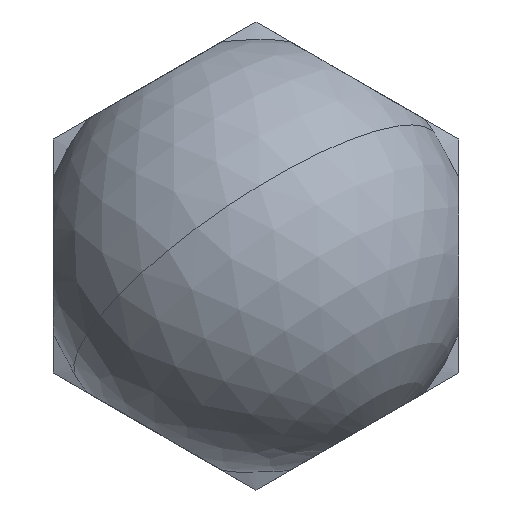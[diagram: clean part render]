
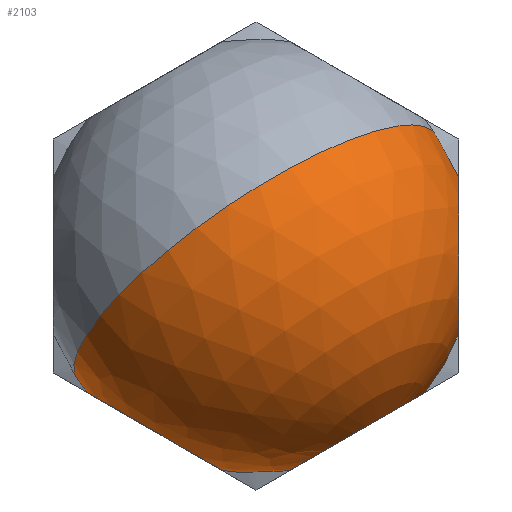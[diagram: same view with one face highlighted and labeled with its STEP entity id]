
A CAD part, front view. The second image highlights one B-rep face of the part: STEP entity #2103.
In plain terms, the highlighted spherical face has radius 7.5 mm.
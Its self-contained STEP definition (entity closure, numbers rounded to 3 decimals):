
#18 = VERTEX_POINT ( 'NONE', #254 ) ;
#28 = DIRECTION ( 'NONE',  ( 0., 0., -1. ) ) ;
#44 = AXIS2_PLACEMENT_3D ( 'NONE', #1882, #71, #1216 ) ;
#56 = DIRECTION ( 'NONE',  ( -0.866, 0., -0.5 ) ) ;
#71 = DIRECTION ( 'NONE',  ( 0., 1., 0. ) ) ;
#94 = AXIS2_PLACEMENT_3D ( 'NONE', #1957, #817, #1461 ) ;
#99 = CARTESIAN_POINT ( 'NONE',  ( -1.168, -14.5, -7.408 ) ) ;
#144 = DIRECTION ( 'NONE',  ( -0.866, 0., -0.5 ) ) ;
#175 = EDGE_LOOP ( 'NONE', ( #481, #2008 ) ) ;
#191 = CIRCLE ( 'NONE', #883, 2.693 ) ;
#203 = CARTESIAN_POINT ( 'NONE',  ( -5.832, -14.5, -4.716 ) ) ;
#206 = CARTESIAN_POINT ( 'NONE',  ( 0., -14.5, 0. ) ) ;
#243 = DIRECTION ( 'NONE',  ( 0.543, -0.264, -0.797 ) ) ;
#254 = CARTESIAN_POINT ( 'NONE',  ( -6.17, -17.183, -3.315 ) ) ;
#279 = VERTEX_POINT ( 'NONE', #678 ) ;
#287 = FACE_OUTER_BOUND ( 'NONE', #1825, .T. ) ;
#307 = VERTEX_POINT ( 'NONE', #1859 ) ;
#319 = DIRECTION ( 'NONE',  ( -0.5, 0., 0.866 ) ) ;
#358 = EDGE_CURVE ( 'NONE', #18, #307, #1637, .T. ) ;
#361 = ORIENTED_EDGE ( 'NONE', *, *, #1861, .T. ) ;
#374 = DIRECTION ( 'NONE',  ( -0.826, 0., -0.563 ) ) ;
#386 = CARTESIAN_POINT ( 'NONE',  ( 5.547, -10., 2.288 ) ) ;
#422 = CIRCLE ( 'NONE', #1506, 7.5 ) ;
#424 = CIRCLE ( 'NONE', #1855, 6. ) ;
#470 = DIRECTION ( 'NONE',  ( 0.543, -0.264, -0.797 ) ) ;
#473 = CIRCLE ( 'NONE', #562, 2.693 ) ;
#481 = ORIENTED_EDGE ( 'NONE', *, *, #712, .T. ) ;
#515 = CARTESIAN_POINT ( 'NONE',  ( -3.5, -14.5, -6.062 ) ) ;
#516 = VERTEX_POINT ( 'NONE', #1209 ) ;
#562 = AXIS2_PLACEMENT_3D ( 'NONE', #2110, #319, #144 ) ;
#581 = DIRECTION ( 'NONE',  ( 0., 1., 0. ) ) ;
#626 = SPHERICAL_SURFACE ( 'NONE', #94, 7.5 ) ;
#678 = CARTESIAN_POINT ( 'NONE',  ( 6.17, -11.817, 3.315 ) ) ;
#693 = ORIENTED_EDGE ( 'NONE', *, *, #1900, .T. ) ;
#710 = CIRCLE ( 'NONE', #1023, 2.693 ) ;
#712 = EDGE_CURVE ( 'NONE', #1362, #1054, #191, .T. ) ;
#713 = AXIS2_PLACEMENT_3D ( 'NONE', #1005, #1502, #28 ) ;
#734 = CARTESIAN_POINT ( 'NONE',  ( 0., -10., 0. ) ) ;
#740 = VERTEX_POINT ( 'NONE', #386 ) ;
#756 = ORIENTED_EDGE ( 'NONE', *, *, #2125, .T. ) ;
#774 = VERTEX_POINT ( 'NONE', #2013 ) ;
#817 = DIRECTION ( 'NONE',  ( 0.543, -0.264, -0.797 ) ) ;
#826 = DIRECTION ( 'NONE',  ( -0.543, 0.264, 0.797 ) ) ;
#866 = CARTESIAN_POINT ( 'NONE',  ( 7., -14.5, 0. ) ) ;
#883 = AXIS2_PLACEMENT_3D ( 'NONE', #1528, #1367, #56 ) ;
#919 = EDGE_LOOP ( 'NONE', ( #756, #1538 ) ) ;
#979 = DIRECTION ( 'NONE',  ( 0.826, 0., 0.563 ) ) ;
#994 = DIRECTION ( 'NONE',  ( 0.5, 0., 0.866 ) ) ;
#1005 = CARTESIAN_POINT ( 'NONE',  ( 7., -14.5, 0. ) ) ;
#1023 = AXIS2_PLACEMENT_3D ( 'NONE', #1979, #994, #2138 ) ;
#1054 = VERTEX_POINT ( 'NONE', #2105 ) ;
#1078 = ORIENTED_EDGE ( 'NONE', *, *, #1756, .F. ) ;
#1118 = EDGE_CURVE ( 'NONE', #1054, #1362, #473, .T. ) ;
#1138 = FACE_BOUND ( 'NONE', #175, .T. ) ;
#1141 = CIRCLE ( 'NONE', #44, 6. ) ;
#1151 = AXIS2_PLACEMENT_3D ( 'NONE', #206, #243, #374 ) ;
#1155 = DIRECTION ( 'NONE',  ( 0.5, 0., 0.866 ) ) ;
#1160 = DIRECTION ( 'NONE',  ( 0., 0., -1. ) ) ;
#1195 = AXIS2_PLACEMENT_3D ( 'NONE', #1311, #470, #1622 ) ;
#1209 = CARTESIAN_POINT ( 'NONE',  ( 6., -10., 0. ) ) ;
#1215 = CIRCLE ( 'NONE', #1951, 2.693 ) ;
#1216 = DIRECTION ( 'NONE',  ( -1., 0., 0. ) ) ;
#1286 = EDGE_CURVE ( 'NONE', #1562, #1880, #1600, .T. ) ;
#1311 = CARTESIAN_POINT ( 'NONE',  ( 0., -14.5, 0. ) ) ;
#1330 = DIRECTION ( 'NONE',  ( -1., 0., 0. ) ) ;
#1338 = DIRECTION ( 'NONE',  ( -0.866, 0., 0.5 ) ) ;
#1362 = VERTEX_POINT ( 'NONE', #2028 ) ;
#1367 = DIRECTION ( 'NONE',  ( -0.5, 0., 0.866 ) ) ;
#1459 = CARTESIAN_POINT ( 'NONE',  ( 0., -14.5, 0. ) ) ;
#1461 = DIRECTION ( 'NONE',  ( 0.168, -0.896, 0.412 ) ) ;
#1489 = ORIENTED_EDGE ( 'NONE', *, *, #1509, .F. ) ;
#1494 = ORIENTED_EDGE ( 'NONE', *, *, #1569, .F. ) ;
#1502 = DIRECTION ( 'NONE',  ( -1., 0., 0. ) ) ;
#1506 = AXIS2_PLACEMENT_3D ( 'NONE', #1459, #826, #979 ) ;
#1509 = EDGE_CURVE ( 'NONE', #740, #516, #424, .T. ) ;
#1520 = VERTEX_POINT ( 'NONE', #2059 ) ;
#1528 = CARTESIAN_POINT ( 'NONE',  ( 3.5, -14.5, -6.062 ) ) ;
#1538 = ORIENTED_EDGE ( 'NONE', *, *, #1286, .T. ) ;
#1562 = VERTEX_POINT ( 'NONE', #99 ) ;
#1569 = EDGE_CURVE ( 'NONE', #516, #307, #1141, .T. ) ;
#1588 = EDGE_LOOP ( 'NONE', ( #361, #693 ) ) ;
#1600 = CIRCLE ( 'NONE', #1781, 2.693 ) ;
#1622 = DIRECTION ( 'NONE',  ( -0.826, 0., -0.563 ) ) ;
#1637 = CIRCLE ( 'NONE', #1151, 7.5 ) ;
#1702 = FACE_BOUND ( 'NONE', #919, .T. ) ;
#1728 = DIRECTION ( 'NONE',  ( -1., 0., 0. ) ) ;
#1756 = EDGE_CURVE ( 'NONE', #18, #279, #422, .T. ) ;
#1761 = FACE_BOUND ( 'NONE', #1588, .T. ) ;
#1774 = ORIENTED_EDGE ( 'NONE', *, *, #358, .T. ) ;
#1781 = AXIS2_PLACEMENT_3D ( 'NONE', #515, #1155, #1338 ) ;
#1825 = EDGE_LOOP ( 'NONE', ( #1078, #1774, #1494, #1489, #1940 ) ) ;
#1855 = AXIS2_PLACEMENT_3D ( 'NONE', #734, #581, #1728 ) ;
#1859 = CARTESIAN_POINT ( 'NONE',  ( -4.159, -10., -4.325 ) ) ;
#1861 = EDGE_CURVE ( 'NONE', #774, #1520, #1948, .T. ) ;
#1880 = VERTEX_POINT ( 'NONE', #203 ) ;
#1882 = CARTESIAN_POINT ( 'NONE',  ( 0., -10., 0. ) ) ;
#1900 = EDGE_CURVE ( 'NONE', #1520, #774, #1215, .T. ) ;
#1940 = ORIENTED_EDGE ( 'NONE', *, *, #2093, .T. ) ;
#1948 = CIRCLE ( 'NONE', #713, 2.693 ) ;
#1951 = AXIS2_PLACEMENT_3D ( 'NONE', #866, #1330, #1160 ) ;
#1957 = CARTESIAN_POINT ( 'NONE',  ( 0., -14.5, 0. ) ) ;
#1979 = CARTESIAN_POINT ( 'NONE',  ( -3.5, -14.5, -6.062 ) ) ;
#2008 = ORIENTED_EDGE ( 'NONE', *, *, #1118, .T. ) ;
#2012 = CIRCLE ( 'NONE', #1195, 7.5 ) ;
#2013 = CARTESIAN_POINT ( 'NONE',  ( 7., -14.5, -2.693 ) ) ;
#2028 = CARTESIAN_POINT ( 'NONE',  ( 1.168, -14.5, -7.408 ) ) ;
#2059 = CARTESIAN_POINT ( 'NONE',  ( 7., -14.5, 2.693 ) ) ;
#2093 = EDGE_CURVE ( 'NONE', #740, #279, #2012, .T. ) ;
#2103 = ADVANCED_FACE ( 'NONE', ( #1702, #1138, #1761, #287 ), #626, .T. ) ;
#2105 = CARTESIAN_POINT ( 'NONE',  ( 5.832, -14.5, -4.716 ) ) ;
#2110 = CARTESIAN_POINT ( 'NONE',  ( 3.5, -14.5, -6.062 ) ) ;
#2125 = EDGE_CURVE ( 'NONE', #1880, #1562, #710, .T. ) ;
#2138 = DIRECTION ( 'NONE',  ( -0.866, 0., 0.5 ) ) ;
